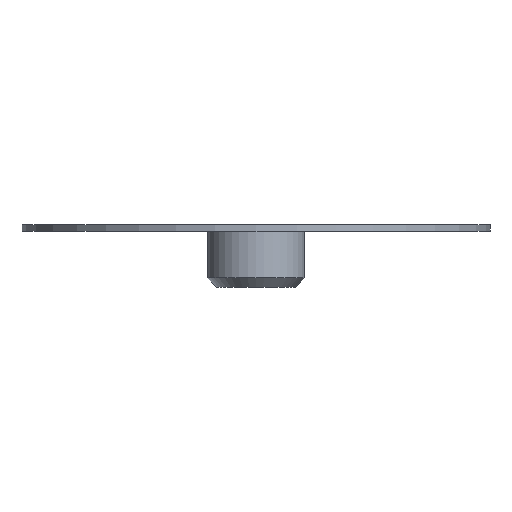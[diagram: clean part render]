
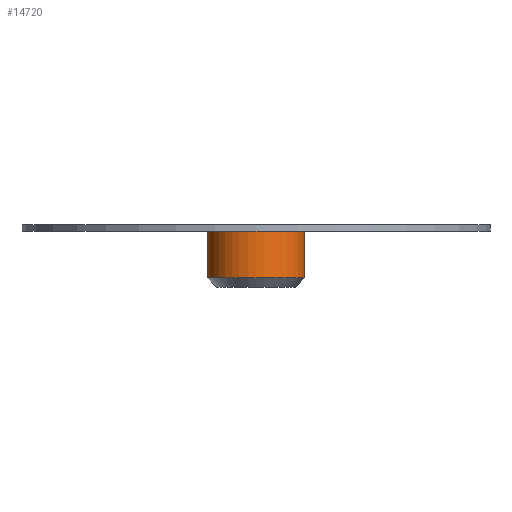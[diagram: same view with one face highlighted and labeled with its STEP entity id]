
A CAD part, left-side view. The second image highlights one B-rep face of the part: STEP entity #14720.
In plain terms, the highlighted cylindrical face has radius 1.25 mm (diameter 2.5 mm), a full revolution.
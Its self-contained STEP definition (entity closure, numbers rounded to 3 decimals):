
#19=CYLINDRICAL_SURFACE('',#15474,1.25);
#102=FACE_OUTER_BOUND('',#908,.T.);
#908=EDGE_LOOP('',(#11093,#11094,#11095,#11096));
#3082=LINE('',#22777,#5254);
#5254=VECTOR('',#17684,1.25);
#5979=CIRCLE('',#15462,1.25);
#5984=CIRCLE('',#15473,1.25);
#6711=VERTEX_POINT('',#21309);
#7438=VERTEX_POINT('',#22773);
#8165=EDGE_CURVE('',#6711,#6711,#5979,.T.);
#8897=EDGE_CURVE('',#7438,#7438,#5984,.T.);
#8898=EDGE_CURVE('',#7438,#6711,#3082,.T.);
#11093=ORIENTED_EDGE('',*,*,#8897,.F.);
#11094=ORIENTED_EDGE('',*,*,#8898,.T.);
#11095=ORIENTED_EDGE('',*,*,#8165,.F.);
#11096=ORIENTED_EDGE('',*,*,#8898,.F.);
#14720=ADVANCED_FACE('',(#102),#19,.T.);
#15462=AXIS2_PLACEMENT_3D('',#21310,#16931,#16932);
#15473=AXIS2_PLACEMENT_3D('',#22775,#17680,#17681);
#15474=AXIS2_PLACEMENT_3D('',#22776,#17682,#17683);
#16931=DIRECTION('center_axis',(0.,0.,1.));
#16932=DIRECTION('ref_axis',(-1.,0.,0.));
#17680=DIRECTION('center_axis',(0.,0.,-1.));
#17681=DIRECTION('ref_axis',(-1.,0.,0.));
#17682=DIRECTION('center_axis',(0.,0.,-1.));
#17683=DIRECTION('ref_axis',(-1.,0.,0.));
#17684=DIRECTION('',(0.,0.,1.));
#21309=CARTESIAN_POINT('',(56.25,-55.,0.));
#21310=CARTESIAN_POINT('Origin',(55.,-55.,0.));
#22773=CARTESIAN_POINT('',(56.25,-55.,-1.2));
#22775=CARTESIAN_POINT('Origin',(55.,-55.,-1.2));
#22776=CARTESIAN_POINT('Origin',(55.,-55.,0.16));
#22777=CARTESIAN_POINT('',(56.25,-55.,0.16));
